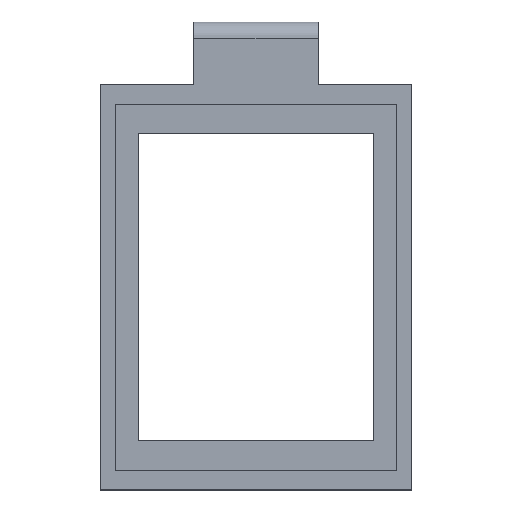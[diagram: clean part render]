
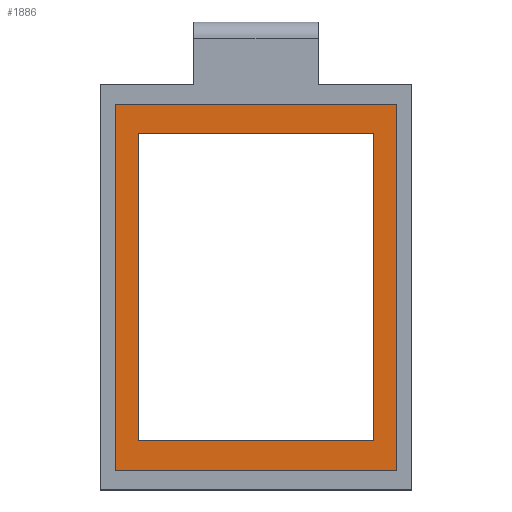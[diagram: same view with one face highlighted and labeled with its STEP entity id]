
A CAD part, top view. The second image highlights one B-rep face of the part: STEP entity #1886.
In plain terms, the highlighted planar face has unit normal (0, 0, 1).
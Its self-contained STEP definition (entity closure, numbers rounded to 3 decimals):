
#602 = PLANE('',#603);
#603 = AXIS2_PLACEMENT_3D('',#604,#605,#606);
#604 = CARTESIAN_POINT('',(-9.451,-13.537,3.));
#605 = DIRECTION('',(1.,0.,0.));
#606 = DIRECTION('',(0.,1.,0.));
#628 = PLANE('',#629);
#629 = AXIS2_PLACEMENT_3D('',#630,#631,#632);
#630 = CARTESIAN_POINT('',(-9.451,11.037,3.));
#631 = DIRECTION('',(0.,-1.,0.));
#632 = DIRECTION('',(1.,0.,0.));
#654 = PLANE('',#655);
#655 = AXIS2_PLACEMENT_3D('',#656,#657,#658);
#656 = CARTESIAN_POINT('',(9.451,11.037,3.));
#657 = DIRECTION('',(-1.,0.,0.));
#658 = DIRECTION('',(0.,-1.,0.));
#678 = PLANE('',#679);
#679 = AXIS2_PLACEMENT_3D('',#680,#681,#682);
#680 = CARTESIAN_POINT('',(9.451,-13.537,3.));
#681 = DIRECTION('',(0.,1.,0.));
#682 = DIRECTION('',(-1.,0.,0.));
#850 = PLANE('',#851);
#851 = AXIS2_PLACEMENT_3D('',#852,#853,#854);
#852 = CARTESIAN_POINT('',(-11.281,-15.915,3.));
#853 = DIRECTION('',(1.,0.,0.));
#854 = DIRECTION('',(0.,1.,0.));
#878 = PLANE('',#879);
#879 = AXIS2_PLACEMENT_3D('',#880,#881,#882);
#880 = CARTESIAN_POINT('',(-11.281,13.415,3.));
#881 = DIRECTION('',(0.,-1.,0.));
#882 = DIRECTION('',(1.,0.,0.));
#906 = PLANE('',#907);
#907 = AXIS2_PLACEMENT_3D('',#908,#909,#910);
#908 = CARTESIAN_POINT('',(11.281,13.415,3.));
#909 = DIRECTION('',(-1.,0.,0.));
#910 = DIRECTION('',(0.,-1.,0.));
#932 = PLANE('',#933);
#933 = AXIS2_PLACEMENT_3D('',#934,#935,#936);
#934 = CARTESIAN_POINT('',(11.281,-15.915,3.));
#935 = DIRECTION('',(0.,1.,0.));
#936 = DIRECTION('',(-1.,0.,0.));
#1304 = EDGE_CURVE('',#1305,#1307,#1309,.T.);
#1305 = VERTEX_POINT('',#1306);
#1306 = CARTESIAN_POINT('',(-9.451,11.037,1.5));
#1307 = VERTEX_POINT('',#1308);
#1308 = CARTESIAN_POINT('',(-9.451,-13.537,1.5));
#1309 = SURFACE_CURVE('',#1310,(#1314,#1320),.PCURVE_S1.);
#1310 = LINE('',#1311,#1312);
#1311 = CARTESIAN_POINT('',(-9.451,-7.393,1.5));
#1312 = VECTOR('',#1313,1.);
#1313 = DIRECTION('',(0.,-1.,0.));
#1314 = PCURVE('',#602,#1315);
#1315 = DEFINITIONAL_REPRESENTATION('',(#1316),#1319);
#1316 = B_SPLINE_CURVE_WITH_KNOTS('',1,(#1317,#1318),.UNSPECIFIED.,.F.,
  .F.,(2,2),(-18.43,6.143),.PIECEWISE_BEZIER_KNOTS.);
#1317 = CARTESIAN_POINT('',(24.574,-1.5));
#1318 = CARTESIAN_POINT('',(0.,-1.5));
#1319 = ( GEOMETRIC_REPRESENTATION_CONTEXT(2) 
PARAMETRIC_REPRESENTATION_CONTEXT() REPRESENTATION_CONTEXT('2D SPACE',''
  ) );
#1320 = PCURVE('',#1321,#1326);
#1321 = PLANE('',#1322);
#1322 = AXIS2_PLACEMENT_3D('',#1323,#1324,#1325);
#1323 = CARTESIAN_POINT('',(0.,-1.25,1.5));
#1324 = DIRECTION('',(-0.,-0.,-1.));
#1325 = DIRECTION('',(-1.,0.,0.));
#1326 = DEFINITIONAL_REPRESENTATION('',(#1327),#1330);
#1327 = B_SPLINE_CURVE_WITH_KNOTS('',1,(#1328,#1329),.UNSPECIFIED.,.F.,
  .F.,(2,2),(-18.43,6.143),.PIECEWISE_BEZIER_KNOTS.);
#1328 = CARTESIAN_POINT('',(9.451,12.287));
#1329 = CARTESIAN_POINT('',(9.451,-12.287));
#1330 = ( GEOMETRIC_REPRESENTATION_CONTEXT(2) 
PARAMETRIC_REPRESENTATION_CONTEXT() REPRESENTATION_CONTEXT('2D SPACE',''
  ) );
#1378 = EDGE_CURVE('',#1307,#1379,#1381,.T.);
#1379 = VERTEX_POINT('',#1380);
#1380 = CARTESIAN_POINT('',(9.451,-13.537,1.5));
#1381 = SURFACE_CURVE('',#1382,(#1386,#1392),.PCURVE_S1.);
#1382 = LINE('',#1383,#1384);
#1383 = CARTESIAN_POINT('',(4.726,-13.537,1.5));
#1384 = VECTOR('',#1385,1.);
#1385 = DIRECTION('',(1.,0.,0.));
#1386 = PCURVE('',#678,#1387);
#1387 = DEFINITIONAL_REPRESENTATION('',(#1388),#1391);
#1388 = B_SPLINE_CURVE_WITH_KNOTS('',1,(#1389,#1390),.UNSPECIFIED.,.F.,
  .F.,(2,2),(-14.177,4.726),.PIECEWISE_BEZIER_KNOTS.);
#1389 = CARTESIAN_POINT('',(18.903,-1.5));
#1390 = CARTESIAN_POINT('',(0.,-1.5));
#1391 = ( GEOMETRIC_REPRESENTATION_CONTEXT(2) 
PARAMETRIC_REPRESENTATION_CONTEXT() REPRESENTATION_CONTEXT('2D SPACE',''
  ) );
#1392 = PCURVE('',#1321,#1393);
#1393 = DEFINITIONAL_REPRESENTATION('',(#1394),#1397);
#1394 = B_SPLINE_CURVE_WITH_KNOTS('',1,(#1395,#1396),.UNSPECIFIED.,.F.,
  .F.,(2,2),(-14.177,4.726),.PIECEWISE_BEZIER_KNOTS.);
#1395 = CARTESIAN_POINT('',(9.451,-12.287));
#1396 = CARTESIAN_POINT('',(-9.451,-12.287));
#1397 = ( GEOMETRIC_REPRESENTATION_CONTEXT(2) 
PARAMETRIC_REPRESENTATION_CONTEXT() REPRESENTATION_CONTEXT('2D SPACE',''
  ) );
#1425 = EDGE_CURVE('',#1379,#1426,#1428,.T.);
#1426 = VERTEX_POINT('',#1427);
#1427 = CARTESIAN_POINT('',(9.451,11.037,1.5));
#1428 = SURFACE_CURVE('',#1429,(#1433,#1439),.PCURVE_S1.);
#1429 = LINE('',#1430,#1431);
#1430 = CARTESIAN_POINT('',(9.451,4.893,1.5));
#1431 = VECTOR('',#1432,1.);
#1432 = DIRECTION('',(0.,1.,0.));
#1433 = PCURVE('',#654,#1434);
#1434 = DEFINITIONAL_REPRESENTATION('',(#1435),#1438);
#1435 = B_SPLINE_CURVE_WITH_KNOTS('',1,(#1436,#1437),.UNSPECIFIED.,.F.,
  .F.,(2,2),(-18.43,6.143),.PIECEWISE_BEZIER_KNOTS.);
#1436 = CARTESIAN_POINT('',(24.574,-1.5));
#1437 = CARTESIAN_POINT('',(0.,-1.5));
#1438 = ( GEOMETRIC_REPRESENTATION_CONTEXT(2) 
PARAMETRIC_REPRESENTATION_CONTEXT() REPRESENTATION_CONTEXT('2D SPACE',''
  ) );
#1439 = PCURVE('',#1321,#1440);
#1440 = DEFINITIONAL_REPRESENTATION('',(#1441),#1444);
#1441 = B_SPLINE_CURVE_WITH_KNOTS('',1,(#1442,#1443),.UNSPECIFIED.,.F.,
  .F.,(2,2),(-18.43,6.143),.PIECEWISE_BEZIER_KNOTS.);
#1442 = CARTESIAN_POINT('',(-9.451,-12.287));
#1443 = CARTESIAN_POINT('',(-9.451,12.287));
#1444 = ( GEOMETRIC_REPRESENTATION_CONTEXT(2) 
PARAMETRIC_REPRESENTATION_CONTEXT() REPRESENTATION_CONTEXT('2D SPACE',''
  ) );
#1472 = EDGE_CURVE('',#1426,#1305,#1473,.T.);
#1473 = SURFACE_CURVE('',#1474,(#1478,#1484),.PCURVE_S1.);
#1474 = LINE('',#1475,#1476);
#1475 = CARTESIAN_POINT('',(-4.726,11.037,1.5));
#1476 = VECTOR('',#1477,1.);
#1477 = DIRECTION('',(-1.,0.,0.));
#1478 = PCURVE('',#628,#1479);
#1479 = DEFINITIONAL_REPRESENTATION('',(#1480),#1483);
#1480 = B_SPLINE_CURVE_WITH_KNOTS('',1,(#1481,#1482),.UNSPECIFIED.,.F.,
  .F.,(2,2),(-14.177,4.726),.PIECEWISE_BEZIER_KNOTS.);
#1481 = CARTESIAN_POINT('',(18.903,-1.5));
#1482 = CARTESIAN_POINT('',(0.,-1.5));
#1483 = ( GEOMETRIC_REPRESENTATION_CONTEXT(2) 
PARAMETRIC_REPRESENTATION_CONTEXT() REPRESENTATION_CONTEXT('2D SPACE',''
  ) );
#1484 = PCURVE('',#1321,#1485);
#1485 = DEFINITIONAL_REPRESENTATION('',(#1486),#1489);
#1486 = B_SPLINE_CURVE_WITH_KNOTS('',1,(#1487,#1488),.UNSPECIFIED.,.F.,
  .F.,(2,2),(-14.177,4.726),.PIECEWISE_BEZIER_KNOTS.);
#1487 = CARTESIAN_POINT('',(-9.451,12.287));
#1488 = CARTESIAN_POINT('',(9.451,12.287));
#1489 = ( GEOMETRIC_REPRESENTATION_CONTEXT(2) 
PARAMETRIC_REPRESENTATION_CONTEXT() REPRESENTATION_CONTEXT('2D SPACE',''
  ) );
#1498 = VERTEX_POINT('',#1499);
#1499 = CARTESIAN_POINT('',(-11.281,-15.915,1.5));
#1520 = EDGE_CURVE('',#1498,#1521,#1523,.T.);
#1521 = VERTEX_POINT('',#1522);
#1522 = CARTESIAN_POINT('',(-11.281,13.415,1.5));
#1523 = SURFACE_CURVE('',#1524,(#1528,#1535),.PCURVE_S1.);
#1524 = LINE('',#1525,#1526);
#1525 = CARTESIAN_POINT('',(-11.281,-15.915,1.5));
#1526 = VECTOR('',#1527,1.);
#1527 = DIRECTION('',(0.,1.,0.));
#1528 = PCURVE('',#850,#1529);
#1529 = DEFINITIONAL_REPRESENTATION('',(#1530),#1534);
#1530 = LINE('',#1531,#1532);
#1531 = CARTESIAN_POINT('',(0.,-1.5));
#1532 = VECTOR('',#1533,1.);
#1533 = DIRECTION('',(1.,0.));
#1534 = ( GEOMETRIC_REPRESENTATION_CONTEXT(2) 
PARAMETRIC_REPRESENTATION_CONTEXT() REPRESENTATION_CONTEXT('2D SPACE',''
  ) );
#1535 = PCURVE('',#1321,#1536);
#1536 = DEFINITIONAL_REPRESENTATION('',(#1537),#1541);
#1537 = LINE('',#1538,#1539);
#1538 = CARTESIAN_POINT('',(11.281,-14.665));
#1539 = VECTOR('',#1540,1.);
#1540 = DIRECTION('',(0.,1.));
#1541 = ( GEOMETRIC_REPRESENTATION_CONTEXT(2) 
PARAMETRIC_REPRESENTATION_CONTEXT() REPRESENTATION_CONTEXT('2D SPACE',''
  ) );
#1569 = VERTEX_POINT('',#1570);
#1570 = CARTESIAN_POINT('',(11.281,-15.915,1.5));
#1591 = EDGE_CURVE('',#1569,#1498,#1592,.T.);
#1592 = SURFACE_CURVE('',#1593,(#1597,#1604),.PCURVE_S1.);
#1593 = LINE('',#1594,#1595);
#1594 = CARTESIAN_POINT('',(11.281,-15.915,1.5));
#1595 = VECTOR('',#1596,1.);
#1596 = DIRECTION('',(-1.,0.,0.));
#1597 = PCURVE('',#932,#1598);
#1598 = DEFINITIONAL_REPRESENTATION('',(#1599),#1603);
#1599 = LINE('',#1600,#1601);
#1600 = CARTESIAN_POINT('',(0.,-1.5));
#1601 = VECTOR('',#1602,1.);
#1602 = DIRECTION('',(1.,0.));
#1603 = ( GEOMETRIC_REPRESENTATION_CONTEXT(2) 
PARAMETRIC_REPRESENTATION_CONTEXT() REPRESENTATION_CONTEXT('2D SPACE',''
  ) );
#1604 = PCURVE('',#1321,#1605);
#1605 = DEFINITIONAL_REPRESENTATION('',(#1606),#1610);
#1606 = LINE('',#1607,#1608);
#1607 = CARTESIAN_POINT('',(-11.281,-14.665));
#1608 = VECTOR('',#1609,1.);
#1609 = DIRECTION('',(1.,0.));
#1610 = ( GEOMETRIC_REPRESENTATION_CONTEXT(2) 
PARAMETRIC_REPRESENTATION_CONTEXT() REPRESENTATION_CONTEXT('2D SPACE',''
  ) );
#1618 = VERTEX_POINT('',#1619);
#1619 = CARTESIAN_POINT('',(11.281,13.415,1.5));
#1640 = EDGE_CURVE('',#1618,#1569,#1641,.T.);
#1641 = SURFACE_CURVE('',#1642,(#1646,#1653),.PCURVE_S1.);
#1642 = LINE('',#1643,#1644);
#1643 = CARTESIAN_POINT('',(11.281,13.415,1.5));
#1644 = VECTOR('',#1645,1.);
#1645 = DIRECTION('',(0.,-1.,0.));
#1646 = PCURVE('',#906,#1647);
#1647 = DEFINITIONAL_REPRESENTATION('',(#1648),#1652);
#1648 = LINE('',#1649,#1650);
#1649 = CARTESIAN_POINT('',(0.,-1.5));
#1650 = VECTOR('',#1651,1.);
#1651 = DIRECTION('',(1.,0.));
#1652 = ( GEOMETRIC_REPRESENTATION_CONTEXT(2) 
PARAMETRIC_REPRESENTATION_CONTEXT() REPRESENTATION_CONTEXT('2D SPACE',''
  ) );
#1653 = PCURVE('',#1321,#1654);
#1654 = DEFINITIONAL_REPRESENTATION('',(#1655),#1659);
#1655 = LINE('',#1656,#1657);
#1656 = CARTESIAN_POINT('',(-11.281,14.665));
#1657 = VECTOR('',#1658,1.);
#1658 = DIRECTION('',(0.,-1.));
#1659 = ( GEOMETRIC_REPRESENTATION_CONTEXT(2) 
PARAMETRIC_REPRESENTATION_CONTEXT() REPRESENTATION_CONTEXT('2D SPACE',''
  ) );
#1667 = EDGE_CURVE('',#1521,#1618,#1668,.T.);
#1668 = SURFACE_CURVE('',#1669,(#1673,#1680),.PCURVE_S1.);
#1669 = LINE('',#1670,#1671);
#1670 = CARTESIAN_POINT('',(-11.281,13.415,1.5));
#1671 = VECTOR('',#1672,1.);
#1672 = DIRECTION('',(1.,0.,0.));
#1673 = PCURVE('',#878,#1674);
#1674 = DEFINITIONAL_REPRESENTATION('',(#1675),#1679);
#1675 = LINE('',#1676,#1677);
#1676 = CARTESIAN_POINT('',(0.,-1.5));
#1677 = VECTOR('',#1678,1.);
#1678 = DIRECTION('',(1.,0.));
#1679 = ( GEOMETRIC_REPRESENTATION_CONTEXT(2) 
PARAMETRIC_REPRESENTATION_CONTEXT() REPRESENTATION_CONTEXT('2D SPACE',''
  ) );
#1680 = PCURVE('',#1321,#1681);
#1681 = DEFINITIONAL_REPRESENTATION('',(#1682),#1686);
#1682 = LINE('',#1683,#1684);
#1683 = CARTESIAN_POINT('',(11.281,14.665));
#1684 = VECTOR('',#1685,1.);
#1685 = DIRECTION('',(-1.,0.));
#1686 = ( GEOMETRIC_REPRESENTATION_CONTEXT(2) 
PARAMETRIC_REPRESENTATION_CONTEXT() REPRESENTATION_CONTEXT('2D SPACE',''
  ) );
#1886 = ADVANCED_FACE('',(#1887,#1893),#1321,.F.);
#1887 = FACE_BOUND('',#1888,.F.);
#1888 = EDGE_LOOP('',(#1889,#1890,#1891,#1892));
#1889 = ORIENTED_EDGE('',*,*,#1667,.T.);
#1890 = ORIENTED_EDGE('',*,*,#1640,.T.);
#1891 = ORIENTED_EDGE('',*,*,#1591,.T.);
#1892 = ORIENTED_EDGE('',*,*,#1520,.T.);
#1893 = FACE_BOUND('',#1894,.F.);
#1894 = EDGE_LOOP('',(#1895,#1896,#1897,#1898));
#1895 = ORIENTED_EDGE('',*,*,#1425,.T.);
#1896 = ORIENTED_EDGE('',*,*,#1472,.T.);
#1897 = ORIENTED_EDGE('',*,*,#1304,.T.);
#1898 = ORIENTED_EDGE('',*,*,#1378,.T.);
